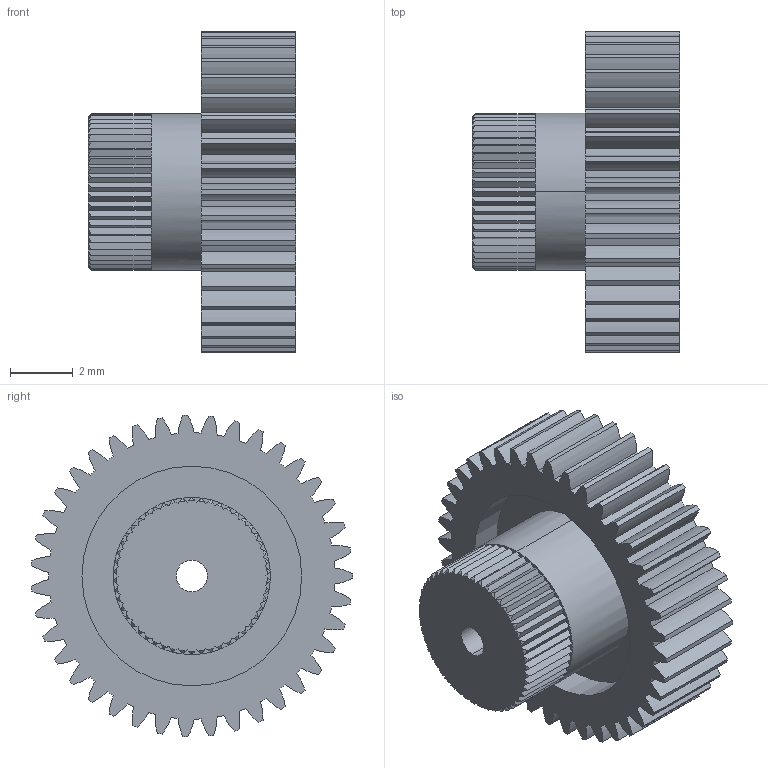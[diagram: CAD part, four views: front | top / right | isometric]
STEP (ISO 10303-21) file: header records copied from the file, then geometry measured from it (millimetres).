
FILE_DESCRIPTION (( 'STEP AP214' ), '1' );
FILE_NAME ('Gear04.STEP', '2015-07-21T18:32:05', ( '' ), ( '' ), 'SwSTEP 2.0', 'SolidWorks 2015', '' );
FILE_SCHEMA (( 'AUTOMOTIVE_DESIGN' ));
Length unit declared in the file: millimetre
Products named in the file (1): Gear04
Bounding box: 6.6 x 10.24 x 10.25 mm (x, y, z)
Volume: 264.7 mm3; surface area: 455.8 mm2
Topology: 1 solids, 1 shells, 371 faces, 998 edges, 631 vertices
Faces by surface type: cylinder 166, plane 154, cone 51
Entity records: 11797 total; most frequent: CARTESIAN_POINT 2301, DIRECTION 2073, ORIENTED_EDGE 1996, EDGE_CURVE 998, AXIS2_PLACEMENT_3D 803, VERTEX_POINT 631, LINE 467, VECTOR 467
